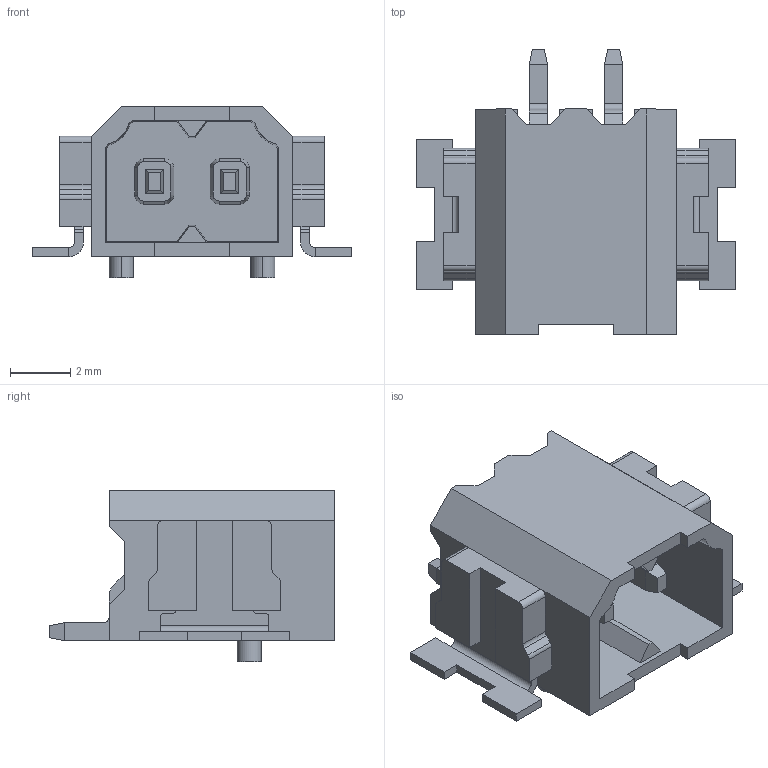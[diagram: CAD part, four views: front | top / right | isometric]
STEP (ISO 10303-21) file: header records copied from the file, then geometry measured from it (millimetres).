
FILE_DESCRIPTION(('Creo Elements/Direct Modeling STEP Export'),'2;1');
FILE_NAME('model.stp','2019-08-12T14:56:57',(''),(''),'Creo Elements/Direct Modeling STEP processor for AP214 (Solid Model)','Creo Elements/Direct Modeling 20.1A 29-Sep-2018 (C) Parametric Technology GmbH','');
FILE_SCHEMA(('AUTOMOTIVE_DESIGN { 1 0 10303 214 1 1 1 1 }'));
Length unit declared in the file: millimetre
Products named in the file (2): PTSM_0.5_2_HH_2.5_SMD_WH_R32
Assembly tree (1 placements, depth 2):
  PTSM_0.5_2_HH_2.5_SMD_WH_R32
    PTSM_0.5_2_HH_2.5_SMD_WH_R32
Bounding box: 10.6 x 9.5 x 5.7 mm (x, y, z)
Volume: 159 mm3; surface area: 446.3 mm2
Topology: 1 solids, 1 shells, 228 faces, 626 edges, 408 vertices
Faces by surface type: plane 184, cylinder 34, cone 10
Entity records: 8927 total; most frequent: CARTESIAN_POINT 1286, ORIENTED_EDGE 1252, DIRECTION 1128, EDGE_CURVE 626, VECTOR 524, LINE 524, VERTEX_POINT 408, AXIS2_PLACEMENT_3D 302
